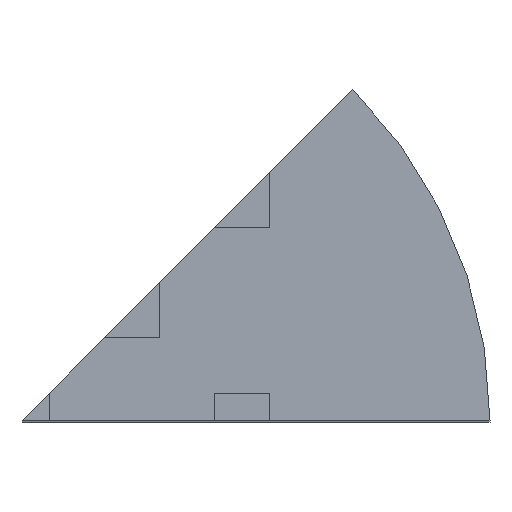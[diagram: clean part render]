
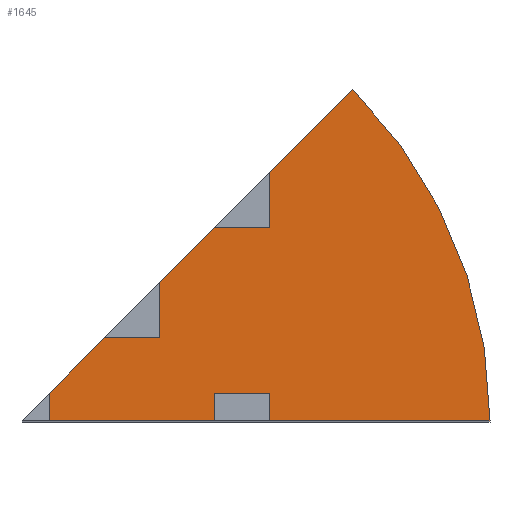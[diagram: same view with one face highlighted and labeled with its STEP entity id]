
A CAD part, top view. The second image highlights one B-rep face of the part: STEP entity #1645.
In plain terms, the highlighted planar face has unit normal (0, 0, 1).
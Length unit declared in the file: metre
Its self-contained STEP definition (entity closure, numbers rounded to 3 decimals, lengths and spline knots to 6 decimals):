
#12=CIRCLE('',#1879,0.17);
#431=ORIENTED_EDGE('',*,*,#684,.T.);
#432=ORIENTED_EDGE('',*,*,#685,.F.);
#433=ORIENTED_EDGE('',*,*,#686,.F.);
#434=ORIENTED_EDGE('',*,*,#648,.F.);
#435=ORIENTED_EDGE('',*,*,#654,.F.);
#436=ORIENTED_EDGE('',*,*,#687,.F.);
#437=ORIENTED_EDGE('',*,*,#655,.F.);
#438=ORIENTED_EDGE('',*,*,#661,.F.);
#439=ORIENTED_EDGE('',*,*,#688,.F.);
#440=ORIENTED_EDGE('',*,*,#672,.F.);
#441=ORIENTED_EDGE('',*,*,#663,.T.);
#442=ORIENTED_EDGE('',*,*,#668,.T.);
#443=ORIENTED_EDGE('',*,*,#669,.T.);
#444=ORIENTED_EDGE('',*,*,#682,.F.);
#648=EDGE_CURVE('',#811,#812,#1012,.T.);
#654=EDGE_CURVE('',#816,#811,#1018,.T.);
#655=EDGE_CURVE('',#817,#818,#1019,.T.);
#661=EDGE_CURVE('',#822,#817,#1025,.T.);
#663=EDGE_CURVE('',#825,#824,#1027,.T.);
#668=EDGE_CURVE('',#824,#828,#1032,.T.);
#669=EDGE_CURVE('',#828,#829,#1033,.T.);
#672=EDGE_CURVE('',#825,#831,#1036,.T.);
#682=EDGE_CURVE('',#835,#829,#1046,.T.);
#684=EDGE_CURVE('',#835,#836,#1048,.T.);
#685=EDGE_CURVE('',#837,#836,#12,.F.);
#686=EDGE_CURVE('',#812,#837,#1049,.T.);
#687=EDGE_CURVE('',#818,#816,#1050,.T.);
#688=EDGE_CURVE('',#831,#822,#1051,.T.);
#811=VERTEX_POINT('',#2703);
#812=VERTEX_POINT('',#2704);
#816=VERTEX_POINT('',#2714);
#817=VERTEX_POINT('',#2718);
#818=VERTEX_POINT('',#2719);
#822=VERTEX_POINT('',#2729);
#824=VERTEX_POINT('',#2734);
#825=VERTEX_POINT('',#2736);
#828=VERTEX_POINT('',#2744);
#829=VERTEX_POINT('',#2748);
#831=VERTEX_POINT('',#2754);
#835=VERTEX_POINT('',#2771);
#836=VERTEX_POINT('',#2775);
#837=VERTEX_POINT('',#2777);
#1012=LINE('',#2702,#1229);
#1018=LINE('',#2715,#1235);
#1019=LINE('',#2717,#1236);
#1025=LINE('',#2730,#1242);
#1027=LINE('',#2735,#1244);
#1032=LINE('',#2745,#1249);
#1033=LINE('',#2747,#1250);
#1036=LINE('',#2753,#1253);
#1046=LINE('',#2770,#1263);
#1048=LINE('',#2774,#1265);
#1049=LINE('',#2778,#1266);
#1050=LINE('',#2779,#1267);
#1051=LINE('',#2780,#1268);
#1229=VECTOR('',#2241,1.);
#1235=VECTOR('',#2249,1.);
#1236=VECTOR('',#2252,1.);
#1242=VECTOR('',#2260,1.);
#1244=VECTOR('',#2264,1.);
#1249=VECTOR('',#2271,1.);
#1250=VECTOR('',#2274,1.);
#1253=VECTOR('',#2279,1.);
#1263=VECTOR('',#2295,1.);
#1265=VECTOR('',#2299,1.);
#1266=VECTOR('',#2302,1.);
#1267=VECTOR('',#2303,1.);
#1268=VECTOR('',#2304,1.);
#1361=EDGE_LOOP('',(#431,#432,#433,#434,#435,#436,#437,#438,#439,#440,#441,
#442,#443,#444));
#1456=FACE_BOUND('',#1361,.T.);
#1551=PLANE('',#1878);
#1645=ADVANCED_FACE('',(#1456),#1551,.T.);
#1878=AXIS2_PLACEMENT_3D('',#2773,#2297,#2298);
#1879=AXIS2_PLACEMENT_3D('',#2776,#2300,#2301);
#2241=DIRECTION('',(0.,1.,0.));
#2249=DIRECTION('',(1.,0.,0.));
#2252=DIRECTION('',(0.,1.,0.));
#2260=DIRECTION('',(1.,0.,0.));
#2264=DIRECTION('',(1.,0.,0.));
#2271=DIRECTION('',(0.,1.,0.));
#2274=DIRECTION('',(1.,0.,0.));
#2279=DIRECTION('',(0.,1.,0.));
#2295=DIRECTION('',(0.,1.,0.));
#2297=DIRECTION('',(0.,0.,1.));
#2298=DIRECTION('',(1.,0.,0.));
#2299=DIRECTION('',(1.,0.,0.));
#2300=DIRECTION('',(0.,0.,1.));
#2301=DIRECTION('',(1.,0.,0.));
#2302=DIRECTION('',(0.707,0.707,0.));
#2303=DIRECTION('',(0.707,0.707,0.));
#2304=DIRECTION('',(0.707,0.707,0.));
#2702=CARTESIAN_POINT('',(0.09,0.,0.38));
#2703=CARTESIAN_POINT('',(0.09,0.07,0.38));
#2704=CARTESIAN_POINT('',(0.09,0.09,0.38));
#2714=CARTESIAN_POINT('',(0.07,0.07,0.38));
#2715=CARTESIAN_POINT('',(0.17,0.07,0.38));
#2717=CARTESIAN_POINT('',(0.05,0.03,0.38));
#2718=CARTESIAN_POINT('',(0.05,0.03,0.38));
#2719=CARTESIAN_POINT('',(0.05,0.05,0.38));
#2729=CARTESIAN_POINT('',(0.03,0.03,0.38));
#2730=CARTESIAN_POINT('',(0.03,0.03,0.38));
#2734=CARTESIAN_POINT('',(0.07,0.,0.38));
#2735=CARTESIAN_POINT('',(0.,0.,0.38));
#2736=CARTESIAN_POINT('',(0.01,0.,0.38));
#2744=CARTESIAN_POINT('',(0.07,0.01,0.38));
#2745=CARTESIAN_POINT('',(0.07,0.077941,0.38));
#2747=CARTESIAN_POINT('',(0.077941,0.01,0.38));
#2748=CARTESIAN_POINT('',(0.09,0.01,0.38));
#2753=CARTESIAN_POINT('',(0.01,0.,0.38));
#2754=CARTESIAN_POINT('',(0.01,0.01,0.38));
#2770=CARTESIAN_POINT('',(0.09,0.,0.38));
#2771=CARTESIAN_POINT('',(0.09,0.,0.38));
#2773=CARTESIAN_POINT('',(0.077941,0.077941,0.38));
#2774=CARTESIAN_POINT('',(0.,0.,0.38));
#2775=CARTESIAN_POINT('',(0.17,0.,0.38));
#2776=CARTESIAN_POINT('',(0.,0.,0.38));
#2777=CARTESIAN_POINT('',(0.120208,0.120208,0.38));
#2778=CARTESIAN_POINT('',(0.065,0.065,0.38));
#2779=CARTESIAN_POINT('',(0.065,0.065,0.38));
#2780=CARTESIAN_POINT('',(0.065,0.065,0.38));
